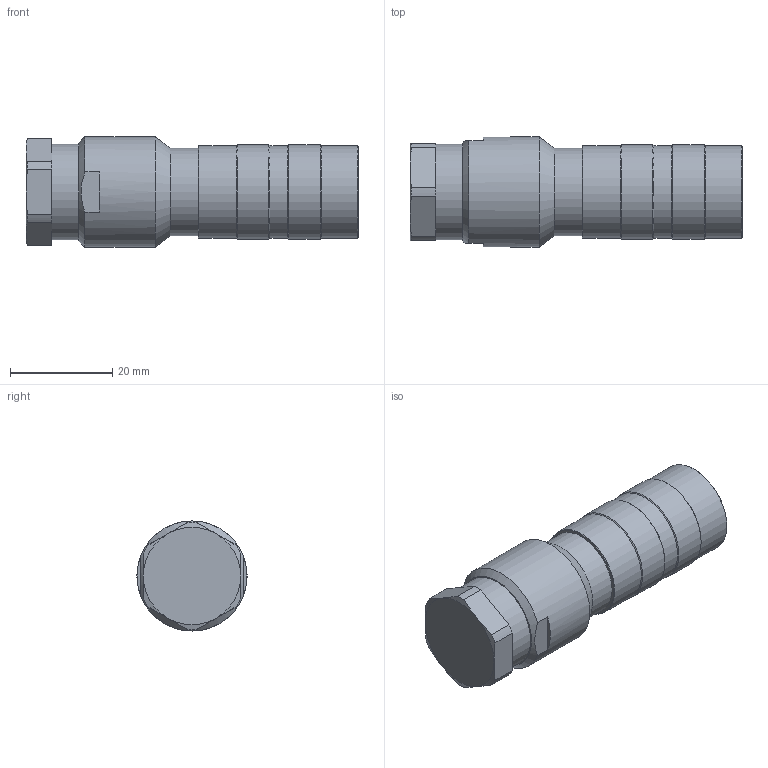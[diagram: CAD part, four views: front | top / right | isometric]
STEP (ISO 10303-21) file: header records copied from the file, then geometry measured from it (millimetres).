
FILE_DESCRIPTION(/* description */ (''),/* implementation_level */ '2;1');
FILE_NAME(/* name */ '99 5806 15 16 001_00.stp',/* time_stamp */ '2013-10-22T08:33:03+02:00',/* author */ (''),/* organization */ (''),/* preprocessor_version */ 'ST-DEVELOPER v14',/* originating_system */ 'SIEMENS PLM Software NX 8.0',/* authorisation */ '');
FILE_SCHEMA (('AUTOMOTIVE_DESIGN { 1 0 10303 214 3 1 1 1 }'));
Length unit declared in the file: millimetre
Products named in the file (1): cerl08C0A2B322bh
Bounding box: 64.8 x 21.5 x 21.5 mm (x, y, z)
Volume: 17729.8 mm3; surface area: 5401.8 mm2
Topology: 1 solids, 1 shells, 126 faces, 268 edges, 184 vertices
Faces by surface type: plane 55, cylinder 52, cone 17, torus 1, bspline 1
Full cylindrical faces by diameter (mm): 0.8 x15, 1 x2, 1.1 x16, 2.6 x1, 14.9 x1, 15.188 x1, 15.25 x1, 17 x1, 18.15 x3, 18.5 x2, 18.6 x1, 21.5 x1
Entity records: 2869 total; most frequent: DIRECTION 526, CARTESIAN_POINT 511, ORIENTED_EDGE 336, AXIS2_PLACEMENT_3D 246, EDGE_LOOP 224, FACE_BOUND 182, EDGE_CURVE 168, VERTEX_POINT 143
